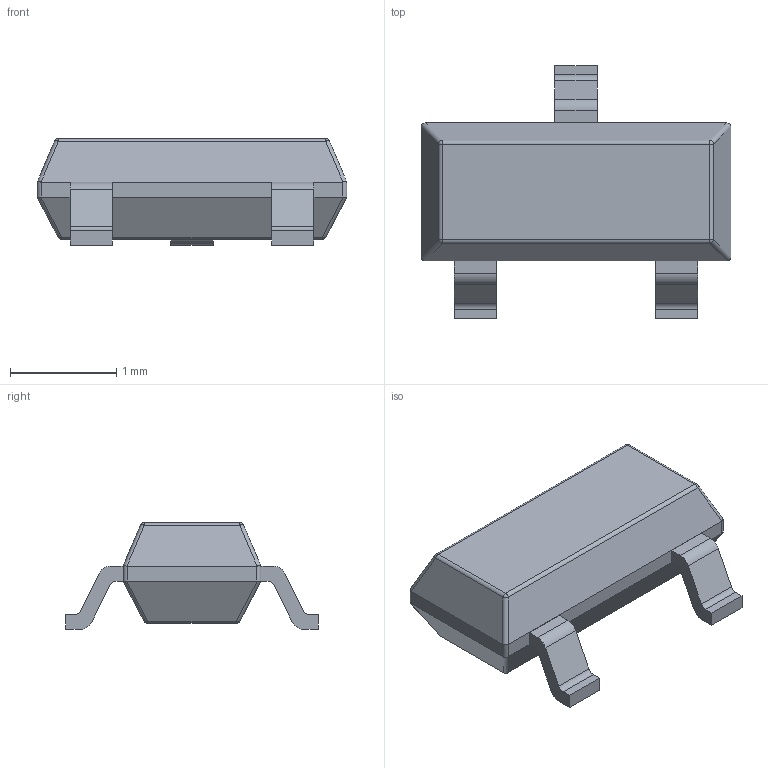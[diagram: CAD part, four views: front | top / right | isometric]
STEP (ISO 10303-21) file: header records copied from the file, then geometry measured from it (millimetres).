
FILE_DESCRIPTION(/* description */ ('Unknown'),/* implementation_level */ '2;1');
FILE_NAME(/* name */ 'SM12-02HTG',/* time_stamp */ '2024-09-05T08:39:40+02:00',/* author */ ('Unknown'),/* organization */ ('Unknown'),/* preprocessor_version */ 'ST-DEVELOPER v19.4',/* originating_system */ 'Solid Edge',/* authorisation */ 'Unknown');
FILE_SCHEMA (('AUTOMOTIVE_DESIGN {1 0 10303 214 3 1 1}'));
Length unit declared in the file: millimetre
Products named in the file (1): SM12-02HTG
Bounding box: 2.92 x 2.38 x 1 mm (x, y, z)
Volume: 3.1 mm3; surface area: 15.2 mm2
Topology: 1 solids, 1 shells, 81 faces, 215 edges, 128 vertices
Faces by surface type: plane 41, cylinder 32, sphere 8
Entity records: 3024 total; most frequent: DIRECTION 443, CARTESIAN_POINT 417, ORIENTED_EDGE 414, EDGE_CURVE 207, AXIS2_PLACEMENT_3D 154, LINE 135, VECTOR 135, VERTEX_POINT 128
